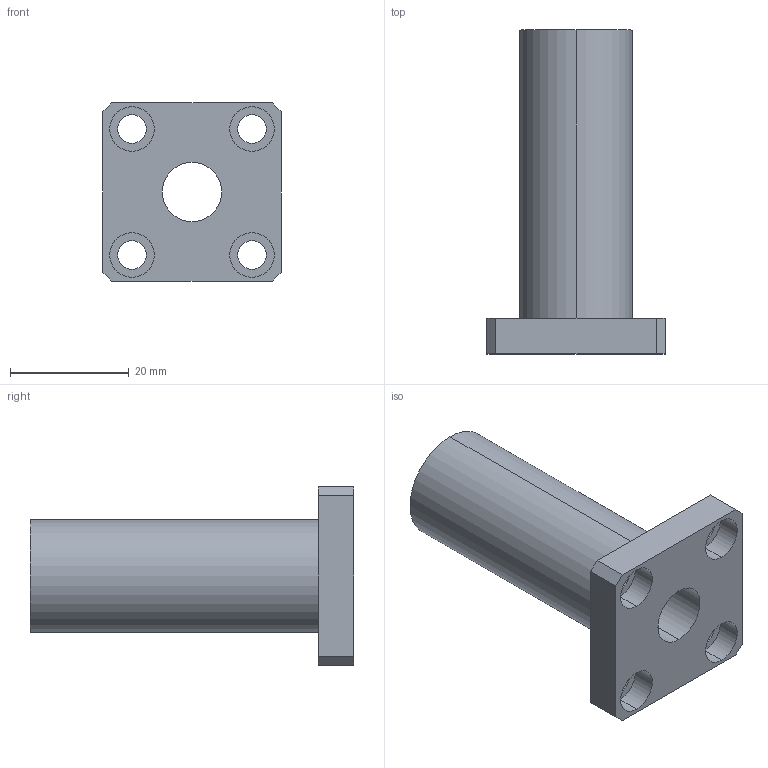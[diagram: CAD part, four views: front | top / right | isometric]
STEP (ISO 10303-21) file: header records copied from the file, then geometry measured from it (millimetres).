
FILE_DESCRIPTION (( 'STEP AP214' ), '1' );
FILE_NAME ('B437 Âòóëêà øàðèêîâàÿ ñ ôëàíöåì äëÿ âàëîâ Ô 10 ìì.STEP', '2025-07-01T06:19:47', ( '' ), ( '' ), 'SwSTEP 2.0', 'SolidWorks 2025', '' );
FILE_SCHEMA (( 'AUTOMOTIVE_DESIGN' ));
Length unit declared in the file: millimetre
Products named in the file (1): B437 Втулка шариковая с фланцем для валов Ф 10 мм
Bounding box: 30 x 54.5 x 30 mm (x, y, z)
Volume: 13992.1 mm3; surface area: 7292.8 mm2
Topology: 1 solids, 1 shells, 35 faces, 84 edges, 56 vertices
Faces by surface type: cylinder 20, plane 15
Entity records: 1081 total; most frequent: DIRECTION 196, CARTESIAN_POINT 176, ORIENTED_EDGE 168, EDGE_CURVE 84, AXIS2_PLACEMENT_3D 76, VERTEX_POINT 56, EDGE_LOOP 50, LINE 44
